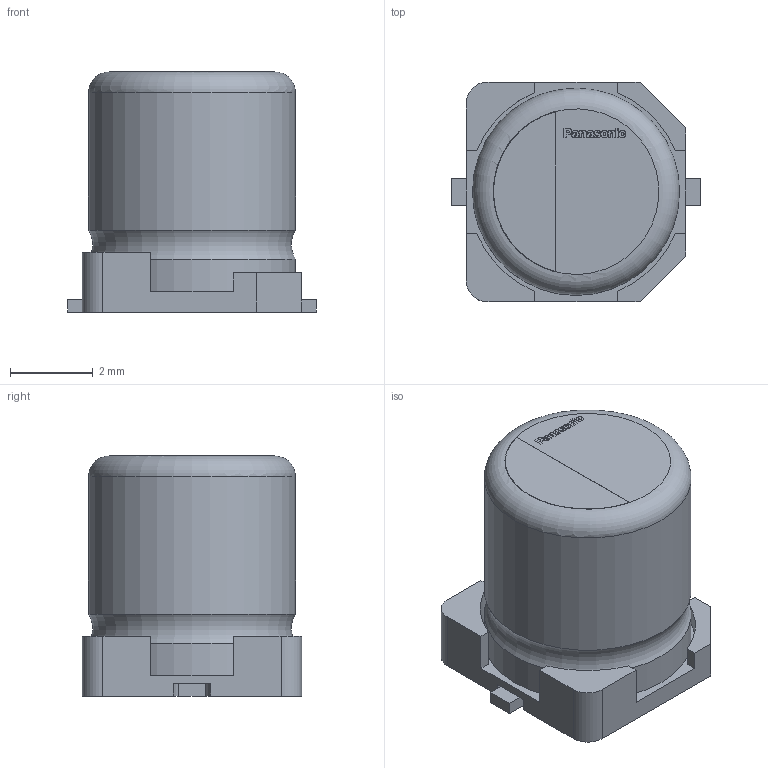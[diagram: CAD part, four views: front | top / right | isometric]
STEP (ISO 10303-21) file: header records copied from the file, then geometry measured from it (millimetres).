
FILE_DESCRIPTION(/* description */ (''),/* implementation_level */ '2;1');
FILE_NAME(/* name */ '1.stp',/* time_stamp */ '2021-05-23T23:43:34+02:00',/* author */ ('k'),/* organization */ (''),/* preprocessor_version */ 'ST-DEVELOPER v15.6',/* originating_system */ 'Autodesk Inventor 2015',/* authorisation */ '');
FILE_SCHEMA (('AUTOMOTIVE_DESIGN { 1 0 10303 214 3 1 1 }'));
Length unit declared in the file: millimetre
Products named in the file (7): •Wڈ€SIZE CODE C-001; •Wڈ€SIZE CODE C-002; •Wڈ€SIZE CODE C-003; 1; Panasonic Logo; â│5 SIZE CODE C
Bounding box: 6 x 5.3 x 5.8 mm (x, y, z)
Volume: 119.3 mm3; surface area: 225.4 mm2
Topology: 15 solids, 15 shells, 267 faces, 709 edges, 471 vertices
Faces by surface type: bspline 123, plane 122, cylinder 18, torus 2, sphere 2
Full cylindrical faces by diameter (mm): 0.65 x2, 0.8 x2, 5 x2
Entity records: 8671 total; most frequent: CARTESIAN_POINT 2979, ORIENTED_EDGE 1330, DIRECTION 746, EDGE_CURVE 665, VERTEX_POINT 446, LINE 384, VECTOR 384, EDGE_LOOP 275
